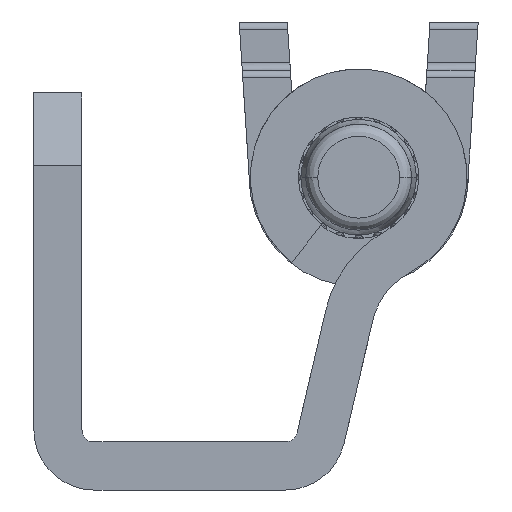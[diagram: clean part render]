
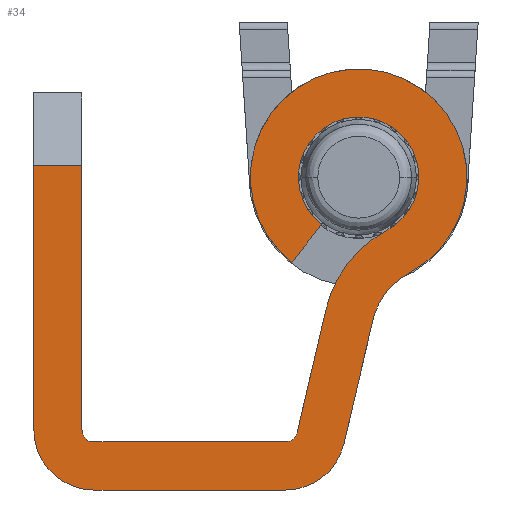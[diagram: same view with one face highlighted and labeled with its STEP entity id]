
A CAD part, front view. The second image highlights one B-rep face of the part: STEP entity #34.
In plain terms, the highlighted planar face has unit normal (0, -1, 0).
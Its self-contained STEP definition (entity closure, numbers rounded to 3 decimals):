
#34=ADVANCED_FACE('',(#194),#2753,.T.);
#194=FACE_OUTER_BOUND('',#352,.T.);
#352=EDGE_LOOP('',(#580,#581,#582,#583,#584,#585,#586,#587,#588,#589,#590,
#591,#592,#593,#594,#595,#596,#597));
#580=ORIENTED_EDGE('',*,*,#1435,.T.);
#581=ORIENTED_EDGE('',*,*,#1392,.F.);
#582=ORIENTED_EDGE('',*,*,#1386,.T.);
#583=ORIENTED_EDGE('',*,*,#1383,.F.);
#584=ORIENTED_EDGE('',*,*,#1380,.T.);
#585=ORIENTED_EDGE('',*,*,#1377,.F.);
#586=ORIENTED_EDGE('',*,*,#1461,.T.);
#587=ORIENTED_EDGE('',*,*,#1370,.F.);
#588=ORIENTED_EDGE('',*,*,#1428,.F.);
#589=ORIENTED_EDGE('',*,*,#1425,.F.);
#590=ORIENTED_EDGE('',*,*,#1422,.F.);
#591=ORIENTED_EDGE('',*,*,#1415,.F.);
#592=ORIENTED_EDGE('',*,*,#1447,.T.);
#593=ORIENTED_EDGE('',*,*,#1374,.T.);
#594=ORIENTED_EDGE('',*,*,#1444,.T.);
#595=ORIENTED_EDGE('',*,*,#1462,.T.);
#596=ORIENTED_EDGE('',*,*,#1441,.T.);
#597=ORIENTED_EDGE('',*,*,#1438,.T.);
#1370=EDGE_CURVE('',#2355,#2415,#2114,.T.);
#1374=EDGE_CURVE('',#2399,#2419,#1896,.T.);
#1377=EDGE_CURVE('',#2418,#2359,#2120,.T.);
#1380=EDGE_CURVE('',#2363,#2359,#1897,.T.);
#1383=EDGE_CURVE('',#2363,#2365,#2123,.T.);
#1386=EDGE_CURVE('',#2367,#2365,#1899,.T.);
#1392=EDGE_CURVE('',#2367,#2372,#2129,.T.);
#1415=EDGE_CURVE('',#2389,#2390,#2139,.T.);
#1422=EDGE_CURVE('',#2390,#2395,#1909,.T.);
#1425=EDGE_CURVE('',#2395,#2397,#2146,.T.);
#1428=EDGE_CURVE('',#2397,#2355,#1911,.T.);
#1435=EDGE_CURVE('',#2402,#2372,#1914,.T.);
#1438=EDGE_CURVE('',#2401,#2402,#1916,.T.);
#1441=EDGE_CURVE('',#2400,#2401,#2154,.T.);
#1444=EDGE_CURVE('',#2419,#2420,#1918,.T.);
#1447=EDGE_CURVE('',#2389,#2399,#1920,.T.);
#1461=EDGE_CURVE('',#2418,#2415,#2157,.T.);
#1462=EDGE_CURVE('',#2420,#2400,#1929,.T.);
#1896=TRIMMED_CURVE($,#2005,(#3621),(#3622),.T.,.CARTESIAN.);
#1897=TRIMMED_CURVE($,#2006,(#3634),(#3635),.T.,.CARTESIAN.);
#1899=TRIMMED_CURVE($,#2008,(#3648),(#3649),.T.,.CARTESIAN.);
#1909=TRIMMED_CURVE($,#2018,(#3762),(#3763),.T.,.CARTESIAN.);
#1911=TRIMMED_CURVE($,#2020,(#3776),(#3777),.T.,.CARTESIAN.);
#1914=TRIMMED_CURVE($,#2023,(#3793),(#3794),.T.,.CARTESIAN.);
#1916=TRIMMED_CURVE($,#2025,(#3801),(#3802),.T.,.CARTESIAN.);
#1918=TRIMMED_CURVE($,#2027,(#3815),(#3816),.T.,.CARTESIAN.);
#1920=TRIMMED_CURVE($,#2029,(#3823),(#3824),.T.,.CARTESIAN.);
#1929=TRIMMED_CURVE($,#2038,(#3866),(#3867),.T.,.CARTESIAN.);
#2005=CIRCLE('',#2921,4.5);
#2006=CIRCLE('',#2922,0.5);
#2008=CIRCLE('',#2924,0.5);
#2018=CIRCLE('',#2934,2.5);
#2020=CIRCLE('',#2936,2.5);
#2023=CIRCLE('',#2939,5.001);
#2025=CIRCLE('',#2941,2.5);
#2027=CIRCLE('',#2943,4.5);
#2029=CIRCLE('',#2945,3.001);
#2038=CIRCLE('',#2954,4.5);
#2114=B_SPLINE_CURVE_WITH_KNOTS('',1,(#3612,#3613),.UNSPECIFIED.,.F.,.F.,
(2,2),(0.,11.),.UNSPECIFIED.);
#2120=B_SPLINE_CURVE_WITH_KNOTS('',1,(#3627,#3628),.UNSPECIFIED.,.F.,.F.,
(2,2),(3.,14.),.UNSPECIFIED.);
#2123=B_SPLINE_CURVE_WITH_KNOTS('',1,(#3641,#3642),.UNSPECIFIED.,.F.,.F.,
(2,2),(0.,7.957),.UNSPECIFIED.);
#2129=B_SPLINE_CURVE_WITH_KNOTS('',1,(#3661,#3662),.UNSPECIFIED.,.F.,.F.,
(2,2),(0.,5.13),.UNSPECIFIED.);
#2139=B_SPLINE_CURVE_WITH_KNOTS('',1,(#3731,#3732),.UNSPECIFIED.,.F.,.F.,
(2,2),(0.,5.16),.UNSPECIFIED.);
#2146=B_SPLINE_CURVE_WITH_KNOTS('',1,(#3769,#3770),.UNSPECIFIED.,.F.,.F.,
(2,2),(0.,7.957),.UNSPECIFIED.);
#2154=B_SPLINE_CURVE_WITH_KNOTS('',1,(#3807,#3808),.UNSPECIFIED.,.F.,.F.,
(2,2),(-2.,0.),.UNSPECIFIED.);
#2157=B_SPLINE_CURVE_WITH_KNOTS('',1,(#3863,#3864),.UNSPECIFIED.,.F.,.F.,
(2,2),(-17.84,-15.84),.UNSPECIFIED.);
#2355=VERTEX_POINT('',#3546);
#2359=VERTEX_POINT('',#3550);
#2363=VERTEX_POINT('',#3554);
#2365=VERTEX_POINT('',#3556);
#2367=VERTEX_POINT('',#3558);
#2372=VERTEX_POINT('',#3563);
#2389=VERTEX_POINT('',#3580);
#2390=VERTEX_POINT('',#3581);
#2395=VERTEX_POINT('',#3586);
#2397=VERTEX_POINT('',#3588);
#2399=VERTEX_POINT('',#3590);
#2400=VERTEX_POINT('',#3591);
#2401=VERTEX_POINT('',#3592);
#2402=VERTEX_POINT('',#3593);
#2415=VERTEX_POINT('',#3606);
#2418=VERTEX_POINT('',#3609);
#2419=VERTEX_POINT('',#3610);
#2420=VERTEX_POINT('',#3611);
#2753=PLANE('',#2905);
#2905=AXIS2_PLACEMENT_3D('',#3490,#3143,$);
#2921=AXIS2_PLACEMENT_3D($,#3620,#3159,#3160);
#2922=AXIS2_PLACEMENT_3D($,#3633,#3161,#3162);
#2924=AXIS2_PLACEMENT_3D($,#3647,#3165,#3166);
#2934=AXIS2_PLACEMENT_3D($,#3761,#3185,#3186);
#2936=AXIS2_PLACEMENT_3D($,#3775,#3189,#3190);
#2939=AXIS2_PLACEMENT_3D($,#3792,#3195,#3196);
#2941=AXIS2_PLACEMENT_3D($,#3800,#3199,#3200);
#2943=AXIS2_PLACEMENT_3D($,#3814,#3203,#3204);
#2945=AXIS2_PLACEMENT_3D($,#3822,#3207,#3208);
#2954=AXIS2_PLACEMENT_3D($,#3865,#3225,#3226);
#3143=DIRECTION('',(0.,-1.,0.));
#3159=DIRECTION('',(0.,-1.,0.));
#3160=DIRECTION('',(0.468,0.,-0.884));
#3161=DIRECTION('',(0.,1.,0.));
#3162=DIRECTION('',(0.,0.,-1.));
#3165=DIRECTION('',(0.,1.,0.));
#3166=DIRECTION('',(0.974,0.,-0.228));
#3185=DIRECTION('',(0.,1.,0.));
#3186=DIRECTION('',(0.974,0.,-0.228));
#3189=DIRECTION('',(0.,1.,0.));
#3190=DIRECTION('',(0.,0.,-1.));
#3195=DIRECTION('',(0.,-1.,0.));
#3196=DIRECTION('',(-0.468,0.,0.884));
#3199=DIRECTION('',(0.,1.,0.));
#3200=DIRECTION('',(-0.617,0.,-0.787));
#3203=DIRECTION('',(0.,-1.,0.));
#3204=DIRECTION('',(0.994,0.,0.111));
#3207=DIRECTION('',(0.,1.,0.));
#3208=DIRECTION('',(-0.981,0.,0.195));
#3225=DIRECTION('',(0.,-1.,0.));
#3226=DIRECTION('',(-0.994,0.,0.111));
#3490=CARTESIAN_POINT('',(-16.282,0.,9.645));
#3546=CARTESIAN_POINT('',(-14.413,0.,-7.426));
#3550=CARTESIAN_POINT('',(-12.413,0.,-7.426));
#3554=CARTESIAN_POINT('',(-11.913,0.,-7.926));
#3556=CARTESIAN_POINT('',(-3.956,0.,-7.926));
#3558=CARTESIAN_POINT('',(-3.469,0.,-7.54));
#3563=CARTESIAN_POINT('',(-2.301,0.,-2.544));
#3580=CARTESIAN_POINT('',(-0.346,0.,-2.971));
#3581=CARTESIAN_POINT('',(-1.521,0.,-7.995));
#3586=CARTESIAN_POINT('',(-3.956,0.,-9.926));
#3588=CARTESIAN_POINT('',(-11.913,0.,-9.926));
#3590=CARTESIAN_POINT('',(1.193,0.,-0.904));
#3591=CARTESIAN_POINT('',(-3.688,0.,-0.469));
#3592=CARTESIAN_POINT('',(-2.455,0.,1.106));
#3593=CARTESIAN_POINT('',(0.257,0.,0.864));
#3606=CARTESIAN_POINT('',(-14.413,0.,3.574));
#3609=CARTESIAN_POINT('',(-12.413,0.,3.574));
#3610=CARTESIAN_POINT('',(3.56,0.,3.574));
#3611=CARTESIAN_POINT('',(-5.385,0.,3.574));
#3612=CARTESIAN_POINT('',(-14.413,0.,-7.426));
#3613=CARTESIAN_POINT('',(-14.413,0.,3.574));
#3620=CARTESIAN_POINT('',(-0.913,0.,3.074));
#3621=CARTESIAN_POINT('',(1.193,0.,-0.904));
#3622=CARTESIAN_POINT('',(3.56,0.,3.574));
#3627=CARTESIAN_POINT('',(-12.413,0.,3.574));
#3628=CARTESIAN_POINT('',(-12.413,0.,-7.426));
#3633=CARTESIAN_POINT('',(-11.913,0.,-7.426));
#3634=CARTESIAN_POINT('',(-11.913,0.,-7.926));
#3635=CARTESIAN_POINT('',(-12.413,0.,-7.426));
#3641=CARTESIAN_POINT('',(-11.913,0.,-7.926));
#3642=CARTESIAN_POINT('',(-3.956,0.,-7.926));
#3647=CARTESIAN_POINT('',(-3.956,0.,-7.426));
#3648=CARTESIAN_POINT('',(-3.469,0.,-7.54));
#3649=CARTESIAN_POINT('',(-3.956,0.,-7.926));
#3661=CARTESIAN_POINT('',(-3.469,0.,-7.54));
#3662=CARTESIAN_POINT('',(-2.301,0.,-2.544));
#3731=CARTESIAN_POINT('',(-0.346,0.,-2.971));
#3732=CARTESIAN_POINT('',(-1.521,0.,-7.995));
#3761=CARTESIAN_POINT('',(-3.956,0.,-7.426));
#3762=CARTESIAN_POINT('',(-1.521,0.,-7.995));
#3763=CARTESIAN_POINT('',(-3.956,0.,-9.926));
#3769=CARTESIAN_POINT('',(-3.956,0.,-9.926));
#3770=CARTESIAN_POINT('',(-11.913,0.,-9.926));
#3775=CARTESIAN_POINT('',(-11.913,0.,-7.426));
#3776=CARTESIAN_POINT('',(-11.913,0.,-9.926));
#3777=CARTESIAN_POINT('',(-14.413,0.,-7.426));
#3792=CARTESIAN_POINT('',(2.597,0.,-3.555));
#3793=CARTESIAN_POINT('',(0.257,0.,0.864));
#3794=CARTESIAN_POINT('',(-2.301,0.,-2.544));
#3800=CARTESIAN_POINT('',(-0.913,0.,3.074));
#3801=CARTESIAN_POINT('',(-2.455,0.,1.106));
#3802=CARTESIAN_POINT('',(0.257,0.,0.864));
#3807=CARTESIAN_POINT('',(-3.688,0.,-0.469));
#3808=CARTESIAN_POINT('',(-2.455,0.,1.106));
#3814=CARTESIAN_POINT('',(-0.913,0.,3.074));
#3815=CARTESIAN_POINT('',(3.56,0.,3.574));
#3816=CARTESIAN_POINT('',(-5.385,0.,3.574));
#3822=CARTESIAN_POINT('',(2.597,0.,-3.555));
#3823=CARTESIAN_POINT('',(-0.346,0.,-2.971));
#3824=CARTESIAN_POINT('',(1.193,0.,-0.904));
#3863=CARTESIAN_POINT('',(-12.413,0.,3.574));
#3864=CARTESIAN_POINT('',(-14.413,0.,3.574));
#3865=CARTESIAN_POINT('',(-0.913,0.,3.074));
#3866=CARTESIAN_POINT('',(-5.385,0.,3.574));
#3867=CARTESIAN_POINT('',(-3.688,0.,-0.469));
